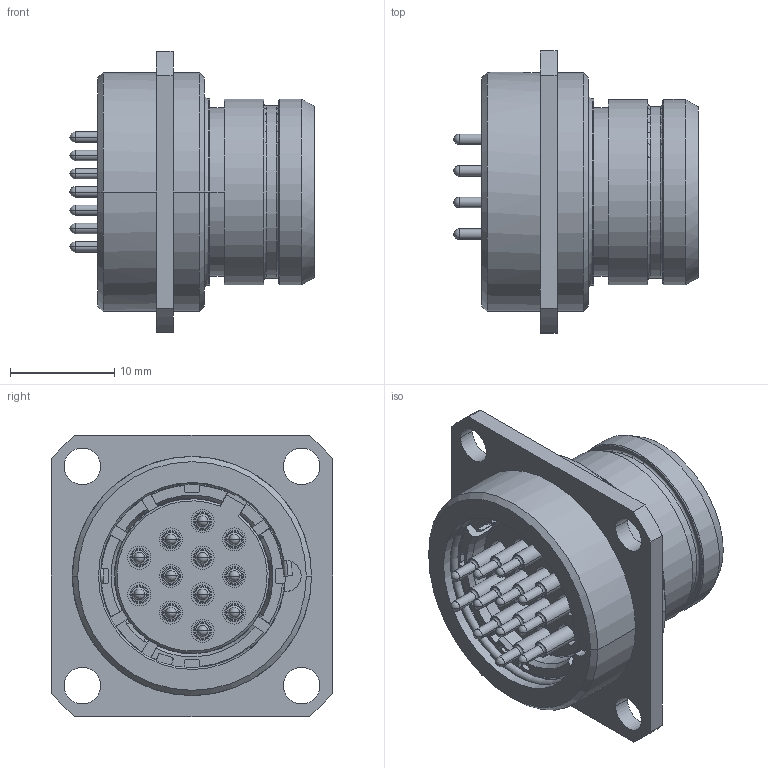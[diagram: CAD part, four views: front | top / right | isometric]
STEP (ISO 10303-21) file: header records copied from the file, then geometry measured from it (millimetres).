
FILE_DESCRIPTION((''),'2;1');
FILE_NAME('1332E212MY','2024-07-26T09:18:19',('paultorloting'),('NET AG system integration'),'CREO PARAMETRIC BY PTC INC, 2021404','CREO PARAMETRIC BY PTC INC, 2021404','');
FILE_SCHEMA(('AUTOMOTIVE_DESIGN { 1 0 10303 214 1 1 1 1 }'));
Length unit declared in the file: millimetre
Products named in the file (1): 1332E212MY
Bounding box: 23.38 x 27 x 27 mm (x, y, z)
Volume: 4853.3 mm3; surface area: 5236.6 mm2
Topology: 1 solids, 1 shells, 915 faces, 2231 edges, 1424 vertices
Faces by surface type: plane 452, cylinder 248, torus 102, cone 65, sphere 24, bspline 24
Entity records: 33784 total; most frequent: CARTESIAN_POINT 5194, DIRECTION 4844, ORIENTED_EDGE 4414, EDGE_CURVE 2207, AXIS2_PLACEMENT_3D 1785, VERTEX_POINT 1424, VECTOR 1271, LINE 1271
